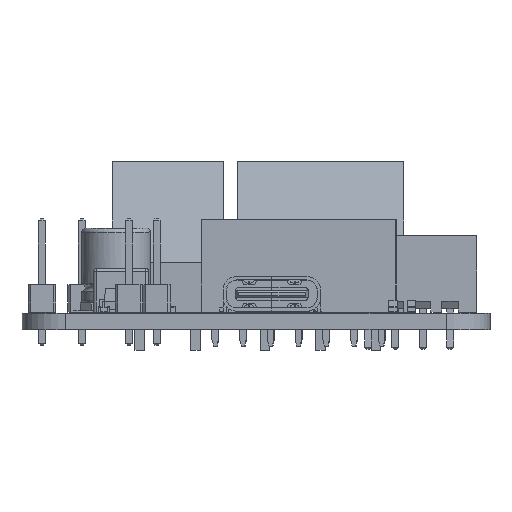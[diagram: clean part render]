
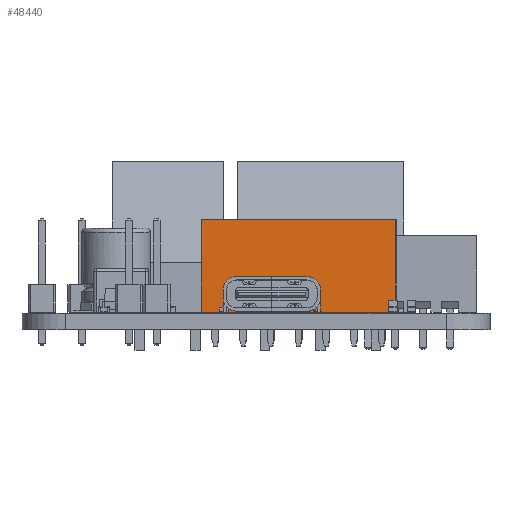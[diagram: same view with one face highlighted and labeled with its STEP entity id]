
A CAD part, left-side view. The second image highlights one B-rep face of the part: STEP entity #48440.
In plain terms, the highlighted face is planar.
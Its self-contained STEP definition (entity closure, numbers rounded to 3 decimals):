
#48440 = ADVANCED_FACE('',(#48441),#48475,.F.);
#48441 = FACE_BOUND('',#48442,.F.);
#48442 = EDGE_LOOP('',(#48443,#48453,#48461,#48469));
#48443 = ORIENTED_EDGE('',*,*,#48444,.T.);
#48444 = EDGE_CURVE('',#48445,#48447,#48449,.T.);
#48445 = VERTEX_POINT('',#48446);
#48446 = CARTESIAN_POINT('',(1.27,-16.51,0.));
#48447 = VERTEX_POINT('',#48448);
#48448 = CARTESIAN_POINT('',(1.27,-16.51,8.5));
#48449 = LINE('',#48450,#48451);
#48450 = CARTESIAN_POINT('',(1.27,-16.51,0.));
#48451 = VECTOR('',#48452,1.);
#48452 = DIRECTION('',(0.,0.,1.));
#48453 = ORIENTED_EDGE('',*,*,#48454,.T.);
#48454 = EDGE_CURVE('',#48447,#48455,#48457,.T.);
#48455 = VERTEX_POINT('',#48456);
#48456 = CARTESIAN_POINT('',(1.27,1.27,8.5));
#48457 = LINE('',#48458,#48459);
#48458 = CARTESIAN_POINT('',(1.27,-16.51,8.5));
#48459 = VECTOR('',#48460,1.);
#48460 = DIRECTION('',(0.,1.,0.));
#48461 = ORIENTED_EDGE('',*,*,#48462,.F.);
#48462 = EDGE_CURVE('',#48463,#48455,#48465,.T.);
#48463 = VERTEX_POINT('',#48464);
#48464 = CARTESIAN_POINT('',(1.27,1.27,0.));
#48465 = LINE('',#48466,#48467);
#48466 = CARTESIAN_POINT('',(1.27,1.27,0.));
#48467 = VECTOR('',#48468,1.);
#48468 = DIRECTION('',(0.,0.,1.));
#48469 = ORIENTED_EDGE('',*,*,#48470,.F.);
#48470 = EDGE_CURVE('',#48445,#48463,#48471,.T.);
#48471 = LINE('',#48472,#48473);
#48472 = CARTESIAN_POINT('',(1.27,-16.51,0.));
#48473 = VECTOR('',#48474,1.);
#48474 = DIRECTION('',(0.,1.,0.));
#48475 = PLANE('',#48476);
#48476 = AXIS2_PLACEMENT_3D('',#48477,#48478,#48479);
#48477 = CARTESIAN_POINT('',(1.27,-16.51,0.));
#48478 = DIRECTION('',(-1.,0.,0.));
#48479 = DIRECTION('',(0.,1.,0.));
